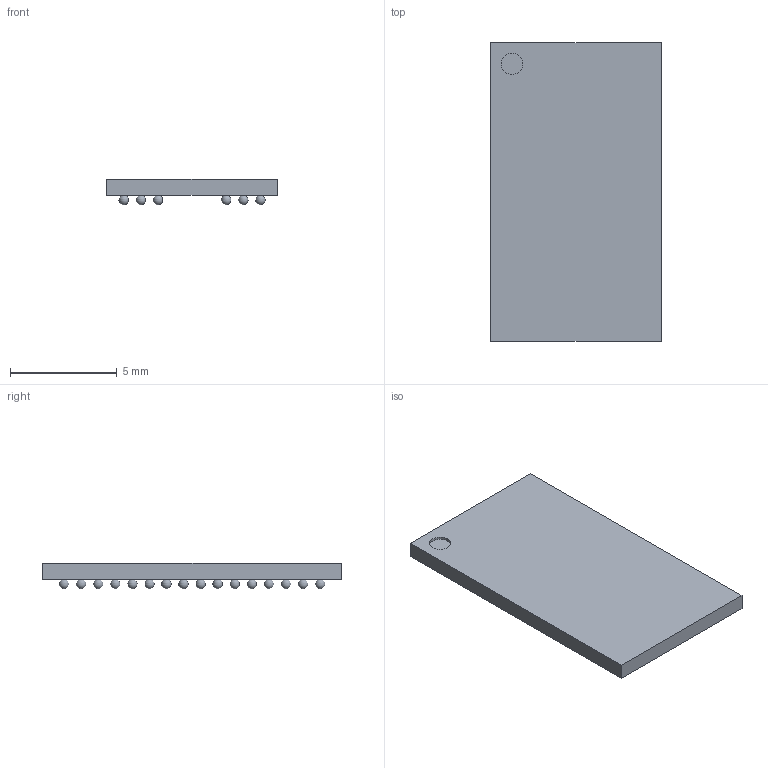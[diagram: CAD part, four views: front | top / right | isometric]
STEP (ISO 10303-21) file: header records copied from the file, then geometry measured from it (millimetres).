
FILE_DESCRIPTION(('FreeCAD Model'),'2;1');
FILE_NAME('1489653.1.1.stp','2020-04-10T06:54:10',( 'Author'),(''),'Open CASCADE STEP processor 6.9','FreeCAD','Unknown' );
FILE_SCHEMA(('AUTOMOTIVE_DESIGN { 1 0 10303 214 1 1 1 1 }'));
Length unit declared in the file: millimetre
Products named in the file (98): ASSEMBLY; A1; A2; A3; A7; A8; A9; B1; B2; B3; B7; B8; B9; C1; C2; C3; C7; C8; C9; D1; D2; D3; D7; D8; D9; E1; E2; E3; E7; E8; E9; F1; F2; F3; F7; F8; F9; G1; G2; G3 ...
Assembly tree (97 placements, depth 2):
  ASSEMBLY
    A1
    A2
    A3
    A7
    A8
    A9
    B1
    B2
    B3
    B7
    B8
    B9
    C1
    C2
    C3
    C7
    C8
    C9
    D1
    D2
    D3
    D7
    D8
    D9
    E1
    E2
    E3
    E7
    E8
    E9
    F1
    F2
    F3
    F7
    F8
    F9
    G1
    G2
    G3
    G7
    G8
    G9
    H1
    H2
    H3
    H7
    H8
    H9
    J1
    J2
    J3
    J7
    J8
    J9
    K1
    K2
    K3
    K7
    K8
Bounding box: 8 x 14 x 1.2 mm (x, y, z)
Volume: 88.5 mm3; surface area: 318.4 mm2
Topology: 97 solids, 97 shells, 104 faces, 303 edges, 202 vertices
Faces by surface type: sphere 96, plane 7, cylinder 1
Full cylindrical faces by diameter (mm): 1 x1
Entity records: 4276 total; most frequent: DIRECTION 451, CARTESIAN_POINT 353, AXIS2_PLACEMENT_3D 204, PRODUCT_DEFINITION_SHAPE 195, VERTEX_POINT 106, FACE_BOUND 105, ADVANCED_FACE 104, SHAPE_DEFINITION_REPRESENTATION 98
